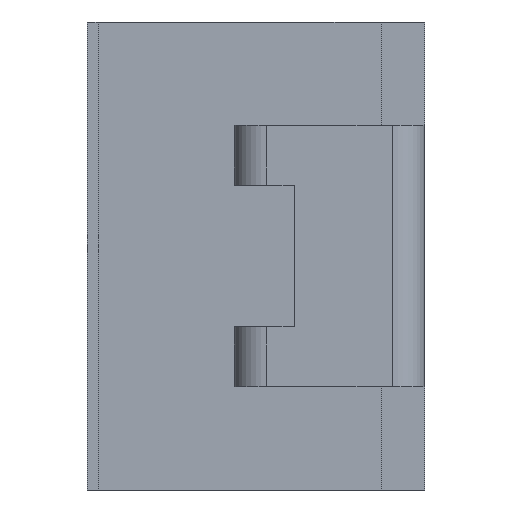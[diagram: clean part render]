
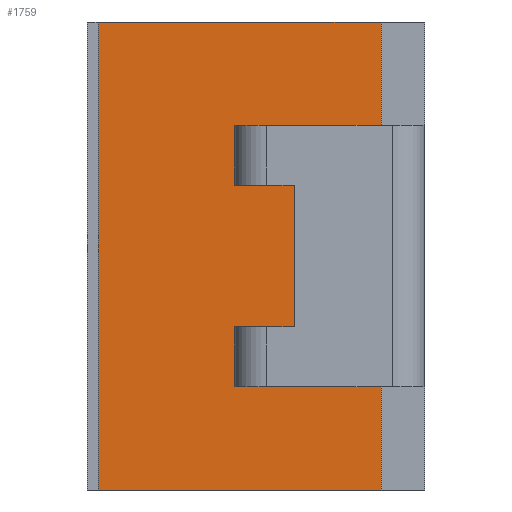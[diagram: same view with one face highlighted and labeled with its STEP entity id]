
A CAD part, left-side view. The second image highlights one B-rep face of the part: STEP entity #1759.
In plain terms, the highlighted planar face has unit normal (-1, 0, 0).
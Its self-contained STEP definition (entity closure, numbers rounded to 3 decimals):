
#11 = DIRECTION ( 'NONE',  ( 1., 0., 0. ) ) ;
#141 = DIRECTION ( 'NONE',  ( 0., 0., 1. ) ) ;
#152 = CARTESIAN_POINT ( 'NONE',  ( -3.25, 0.4, 2.15 ) ) ;
#155 = AXIS2_PLACEMENT_3D ( 'NONE', #328, #11, #1105 ) ;
#174 = CARTESIAN_POINT ( 'NONE',  ( -3.25, 3., 2.15 ) ) ;
#293 = LINE ( 'NONE', #773, #1646 ) ;
#328 = CARTESIAN_POINT ( 'NONE',  ( -3.25, 3.1, 2.15 ) ) ;
#459 = CARTESIAN_POINT ( 'NONE',  ( -3.25, 0.4, 2.15 ) ) ;
#617 = CARTESIAN_POINT ( 'NONE',  ( -3.25, 3., -2.15 ) ) ;
#671 = VECTOR ( 'NONE', #141, 1000. ) ;
#704 = LINE ( 'NONE', #899, #1477 ) ;
#728 = LINE ( 'NONE', #617, #671 ) ;
#773 = CARTESIAN_POINT ( 'NONE',  ( -3.25, 3.1, -2.15 ) ) ;
#894 = ORIENTED_EDGE ( 'NONE', *, *, #1549, .F. ) ;
#899 = CARTESIAN_POINT ( 'NONE',  ( -3.25, 3.1, 2.15 ) ) ;
#926 = DIRECTION ( 'NONE',  ( 0., -1., 0. ) ) ;
#953 = EDGE_CURVE ( 'NONE', #1828, #1667, #704, .T. ) ;
#1105 = DIRECTION ( 'NONE',  ( 0., 1., 0. ) ) ;
#1127 = ORIENTED_EDGE ( 'NONE', *, *, #1666, .F. ) ;
#1259 = PLANE ( 'NONE',  #155 ) ;
#1363 = FACE_OUTER_BOUND ( 'NONE', #1813, .T. ) ;
#1456 = VECTOR ( 'NONE', #1787, 1000. ) ;
#1477 = VECTOR ( 'NONE', #1503, 1000. ) ;
#1493 = VERTEX_POINT ( 'NONE', #1773 ) ;
#1503 = DIRECTION ( 'NONE',  ( 0., -1., 0. ) ) ;
#1549 = EDGE_CURVE ( 'NONE', #1493, #1828, #728, .T. ) ;
#1618 = EDGE_CURVE ( 'NONE', #1493, #1624, #293, .T. ) ;
#1624 = VERTEX_POINT ( 'NONE', #1803 ) ;
#1646 = VECTOR ( 'NONE', #926, 1000. ) ;
#1666 = EDGE_CURVE ( 'NONE', #1667, #1624, #1963, .T. ) ;
#1667 = VERTEX_POINT ( 'NONE', #459 ) ;
#1685 = ORIENTED_EDGE ( 'NONE', *, *, #953, .F. ) ;
#1759 = ADVANCED_FACE ( 'NONE', ( #1363 ), #1259, .F. ) ;
#1773 = CARTESIAN_POINT ( 'NONE',  ( -3.25, 3., -2.15 ) ) ;
#1787 = DIRECTION ( 'NONE',  ( 0., 0., -1. ) ) ;
#1803 = CARTESIAN_POINT ( 'NONE',  ( -3.25, 0.4, -2.15 ) ) ;
#1813 = EDGE_LOOP ( 'NONE', ( #894, #1962, #1127, #1685 ) ) ;
#1828 = VERTEX_POINT ( 'NONE', #174 ) ;
#1962 = ORIENTED_EDGE ( 'NONE', *, *, #1618, .T. ) ;
#1963 = LINE ( 'NONE', #152, #1456 ) ;
